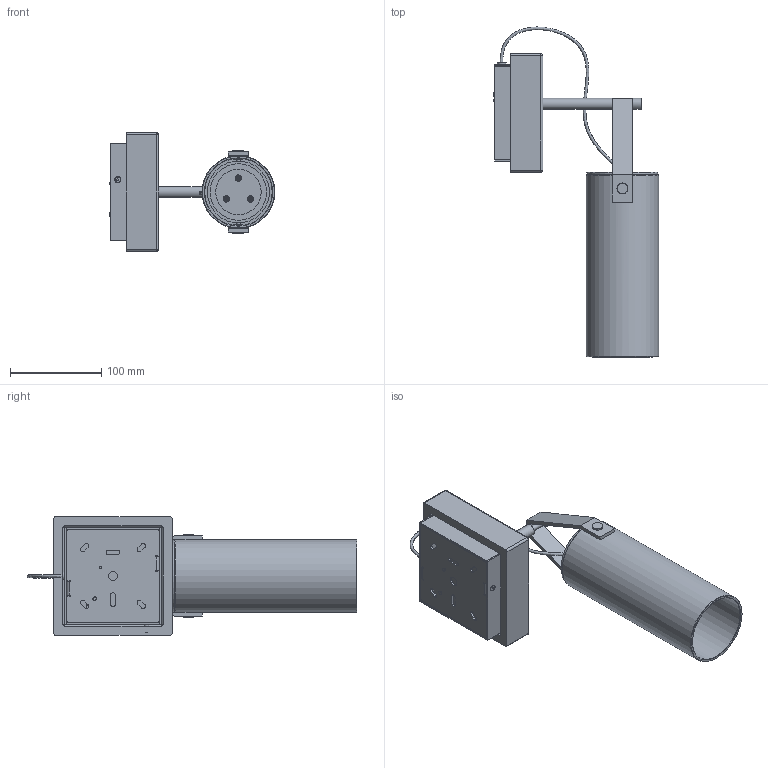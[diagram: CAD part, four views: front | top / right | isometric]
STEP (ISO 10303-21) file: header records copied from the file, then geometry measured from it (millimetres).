
FILE_DESCRIPTION(/* description */ (''),/* implementation_level */ '2;1');
FILE_NAME(/* name */ 'F439945500QZLE.stp',/* time_stamp */ '2020-01-16T11:46:50+01:00',/* author */ ('sghezzi'),/* organization */ (''),/* preprocessor_version */ 'ST-DEVELOPER v17.2',/* originating_system */ 'Autodesk Inventor 2019',/* authorisation */ '');
FILE_SCHEMA (('AUTOMOTIVE_DESIGN { 1 0 10303 214 3 1 1 }'));
Length unit declared in the file: millimetre
Products named in the file (38): 4399_Assieme 1_; 007437600_Bacchetta 130; cuoio; vetro; scheda led entity_en1330; dissipatore sotto; dissipatore sopra; coperchietto chiusura; schermo diffusore; elektrozubehor_MF06 H2550.3 04 PA66 NERO; boccola x perno a saldare; Copri staffa; lastra cemento; staffa a muro_2mm; cavo parete 4399; distanziale filettato; 007437635_Vite blocca vetro; 006387101_Distanziatore M-F M3 L10 Cod UD10 E 350 10; 006802010_Vite NY 3x8 TSp+ DIN 965 Elektrozubehor Cod 341197; 061013010; 065007481; Spessori foro vetro; 006359270 ; 006521910_Vite_M3x8_TSp_Ei_Ix; Aliment_Mean Well_pcd-25_350mA; Perno filettato L40; 006558900; 006600196_rondella_De_8.2x14x0,9_ZnBi; 006425010; assieme Morsetto maschio e femmina 2poli_Phoenix contact; PTSM_0.5-2-PL-2.5; 1709450_01; PTSM_0.5-2-PI-2.5; 005424800_Morsetto di terra; 063017001_Rondella_De_4,3X8X0,5_ZnBi; 065010304; 006600283_Vite M3x6 TCb+ZnBi; bloccacavo_NY
Assembly tree (57 placements, depth 4):
  4399_Assieme 1_
    007437600_Bacchetta 130
    cuoio
    vetro
    scheda led entity_en1330
    dissipatore sotto
    dissipatore sopra
    coperchietto chiusura
    schermo diffusore
    elektrozubehor_MF06 H2550.3 04 PA66 NERO  x3
    boccola x perno a saldare  x3
    Copri staffa
    lastra cemento
    staffa a muro_2mm
    cavo parete 4399
    distanziale filettato
    007437635_Vite blocca vetro  x2
    006387101_Distanziatore M-F M3 L10 Cod UD10 E 350 10  x3
    006802010_Vite NY 3x8 TSp+ DIN 965 Elektrozubehor Cod 341197  x3
    061013010
    065007481  x2
    006521910_Vite_M3x8_TSp_Ei_Ix  x5
    Spessori foro vetro  x2
    006359270   x2
    Aliment_Mean Well_pcd-25_350mA
    Perno filettato L40
    006558900
    006600196_rondella_De_8.2x14x0,9_ZnBi
    006425010
    assieme Morsetto maschio e femmina 2poli_Phoenix contact
      PTSM_0.5-2-PL-2.5
      1709450_01
        PTSM_0.5-2-PI-2.5
    005424800_Morsetto di terra  x2
    063017001_Rondella_De_4,3X8X0,5_ZnBi  x3
    065010304  x2
    006600283_Vite M3x6 TCb+ZnBi
    bloccacavo_NY
Bounding box: 182 x 362.39 x 130 mm (x, y, z)
Volume: 761189.4 mm3; surface area: 328441 mm2
Topology: 55 solids, 55 shells, 1991 faces, 5091 edges, 3331 vertices
Faces by surface type: plane 1338, cylinder 509, cone 124, sphere 10, torus 9, bspline 1
Full cylindrical faces by diameter (mm): 2.3 x2, 2.459 x18, 2.5 x6, 2.6 x5, 3 x25, 3.2 x3, 3.242 x7, 3.5 x6, 4 x5, 4.2 x2, 4.3 x5, 4.8 x2, 5 x4, 5.2 x3, 6 x9, 6.647 x1, 7 x1, 8 x2, 8.2 x1, 9.5 x1, 9.8 x2, 10 x8, 12 x6, 13 x1, 40 x1, 50 x1, 62 x1, 68 x2, 74 x1, 78 x1
Entity records: 49840 total; most frequent: CARTESIAN_POINT 9171, DIRECTION 8350, ORIENTED_EDGE 7926, EDGE_CURVE 3963, AXIS2_PLACEMENT_3D 2792, LINE 2766, VECTOR 2766, VERTEX_POINT 2588
